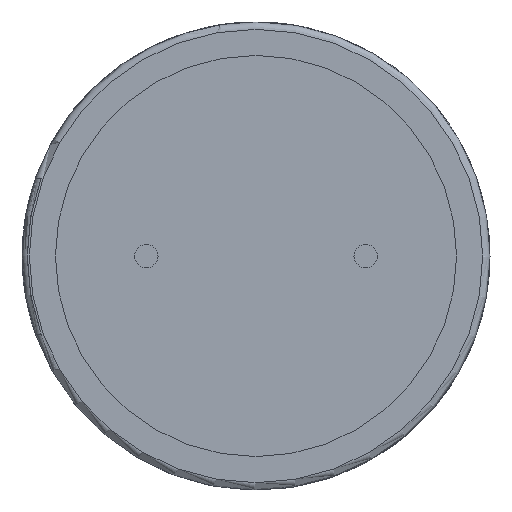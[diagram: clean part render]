
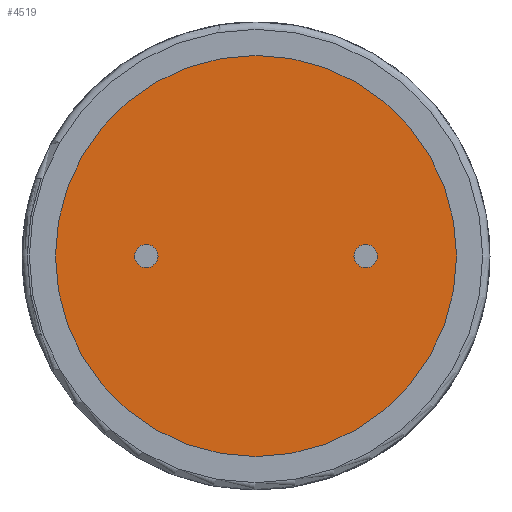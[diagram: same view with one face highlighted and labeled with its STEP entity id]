
A CAD part, front view. The second image highlights one B-rep face of the part: STEP entity #4519.
In plain terms, the highlighted planar face has unit normal (0, -1, 0).
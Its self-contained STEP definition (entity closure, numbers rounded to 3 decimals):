
#64=FACE_BOUND('',#759,.T.);
#65=FACE_BOUND('',#760,.T.);
#167=PLANE('',#4812);
#499=FACE_OUTER_BOUND('',#758,.T.);
#758=EDGE_LOOP('',(#4005));
#759=EDGE_LOOP('',(#4006));
#760=EDGE_LOOP('',(#4007));
#872=CIRCLE('',#4804,0.4);
#874=CIRCLE('',#4808,0.4);
#875=CIRCLE('',#4811,6.857);
#2096=VERTEX_POINT('',#11527);
#2098=VERTEX_POINT('',#11534);
#2099=VERTEX_POINT('',#11539);
#2732=EDGE_CURVE('',#2096,#2096,#872,.T.);
#2735=EDGE_CURVE('',#2098,#2098,#874,.T.);
#2737=EDGE_CURVE('',#2099,#2099,#875,.T.);
#4005=ORIENTED_EDGE('',*,*,#2737,.T.);
#4006=ORIENTED_EDGE('',*,*,#2732,.T.);
#4007=ORIENTED_EDGE('',*,*,#2735,.T.);
#4519=ADVANCED_FACE('',(#499,#64,#65),#167,.T.);
#4804=AXIS2_PLACEMENT_3D('',#11529,#5629,#5630);
#4808=AXIS2_PLACEMENT_3D('',#11536,#5638,#5639);
#4811=AXIS2_PLACEMENT_3D('',#11541,#5645,#5646);
#4812=AXIS2_PLACEMENT_3D('',#11542,#5647,#5648);
#5629=DIRECTION('center_axis',(0.,1.,0.));
#5630=DIRECTION('ref_axis',(1.,0.,0.));
#5638=DIRECTION('center_axis',(0.,1.,0.));
#5639=DIRECTION('ref_axis',(1.,0.,0.));
#5645=DIRECTION('center_axis',(0.,-1.,0.));
#5646=DIRECTION('ref_axis',(1.,0.,0.));
#5647=DIRECTION('center_axis',(0.,-1.,0.));
#5648=DIRECTION('ref_axis',(0.,0.,-1.));
#11527=CARTESIAN_POINT('',(3.35,0.1,0.));
#11529=CARTESIAN_POINT('Origin',(3.75,0.1,0.));
#11534=CARTESIAN_POINT('',(-4.15,0.1,0.));
#11536=CARTESIAN_POINT('Origin',(-3.75,0.1,0.));
#11539=CARTESIAN_POINT('',(-6.857,0.1,0.));
#11541=CARTESIAN_POINT('Origin',(0.,0.1,0.));
#11542=CARTESIAN_POINT('Origin',(0.,0.1,0.));
